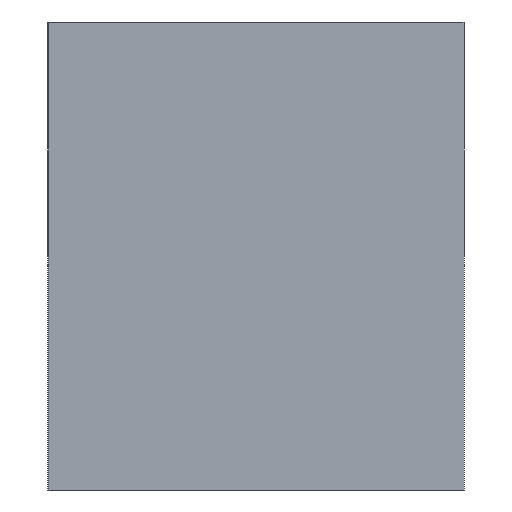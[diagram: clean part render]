
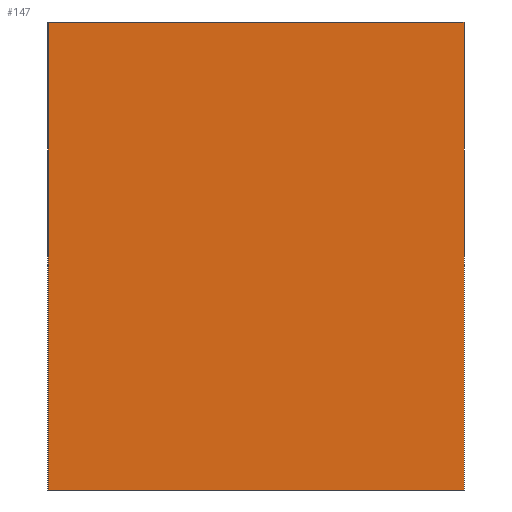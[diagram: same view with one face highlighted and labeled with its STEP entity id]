
A CAD part, left-side view. The second image highlights one B-rep face of the part: STEP entity #147.
In plain terms, the highlighted planar face has unit normal (-1, 0, 0).
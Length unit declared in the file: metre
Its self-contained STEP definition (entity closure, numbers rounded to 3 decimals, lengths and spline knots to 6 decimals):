
#1 = VERTEX_POINT ( 'NONE', #21 ) ;
#3 = DIRECTION ( 'NONE',  ( 0., 0., 1. ) ) ;
#5 = DIRECTION ( 'NONE',  ( 0., 0., 1. ) ) ;
#6 = VECTOR ( 'NONE', #116, 1. ) ;
#12 = EDGE_LOOP ( 'NONE', ( #177, #101, #74, #112 ) ) ;
#19 = PLANE ( 'NONE',  #51 ) ;
#21 = CARTESIAN_POINT ( 'NONE',  ( -12.292, 1.2192, -3.9032 ) ) ;
#25 = VECTOR ( 'NONE', #146, 1. ) ;
#27 = VECTOR ( 'NONE', #63, 1. ) ;
#30 = EDGE_CURVE ( 'NONE', #75, #158, #106, .T. ) ;
#49 = CARTESIAN_POINT ( 'NONE',  ( -12.292, -1.2192, -3.9032 ) ) ;
#50 = CARTESIAN_POINT ( 'NONE',  ( -12.292, 1.2192, -1.16 ) ) ;
#51 = AXIS2_PLACEMENT_3D ( 'NONE', #149, #78, #5 ) ;
#55 = CARTESIAN_POINT ( 'NONE',  ( -12.292, -1.2192, -1.16 ) ) ;
#63 = DIRECTION ( 'NONE',  ( 0., -1., 0. ) ) ;
#66 = CARTESIAN_POINT ( 'NONE',  ( -12.292, 1.2192, -1.16 ) ) ;
#74 = ORIENTED_EDGE ( 'NONE', *, *, #119, .T. ) ;
#75 = VERTEX_POINT ( 'NONE', #50 ) ;
#78 = DIRECTION ( 'NONE',  ( -1., 0., 0. ) ) ;
#101 = ORIENTED_EDGE ( 'NONE', *, *, #123, .F. ) ;
#106 = LINE ( 'NONE', #66, #27 ) ;
#112 = ORIENTED_EDGE ( 'NONE', *, *, #113, .T. ) ;
#113 = EDGE_CURVE ( 'NONE', #142, #158, #162, .T. ) ;
#116 = DIRECTION ( 'NONE',  ( 0., -1., 0. ) ) ;
#118 = LINE ( 'NONE', #178, #6 ) ;
#119 = EDGE_CURVE ( 'NONE', #1, #142, #118, .T. ) ;
#121 = CARTESIAN_POINT ( 'NONE',  ( -12.292, -1.2192, -3.9032 ) ) ;
#123 = EDGE_CURVE ( 'NONE', #1, #75, #175, .T. ) ;
#130 = CARTESIAN_POINT ( 'NONE',  ( -12.292, 1.2192, -3.9032 ) ) ;
#131 = FACE_OUTER_BOUND ( 'NONE', #12, .T. ) ;
#142 = VERTEX_POINT ( 'NONE', #49 ) ;
#146 = DIRECTION ( 'NONE',  ( 0., 0., 1. ) ) ;
#147 = ADVANCED_FACE ( 'NONE', ( #131 ), #19, .T. ) ;
#149 = CARTESIAN_POINT ( 'NONE',  ( -12.292, 1.2192, -3.9032 ) ) ;
#157 = VECTOR ( 'NONE', #3, 1. ) ;
#158 = VERTEX_POINT ( 'NONE', #55 ) ;
#162 = LINE ( 'NONE', #121, #157 ) ;
#175 = LINE ( 'NONE', #130, #25 ) ;
#177 = ORIENTED_EDGE ( 'NONE', *, *, #30, .F. ) ;
#178 = CARTESIAN_POINT ( 'NONE',  ( -12.292, 1.2192, -3.9032 ) ) ;
